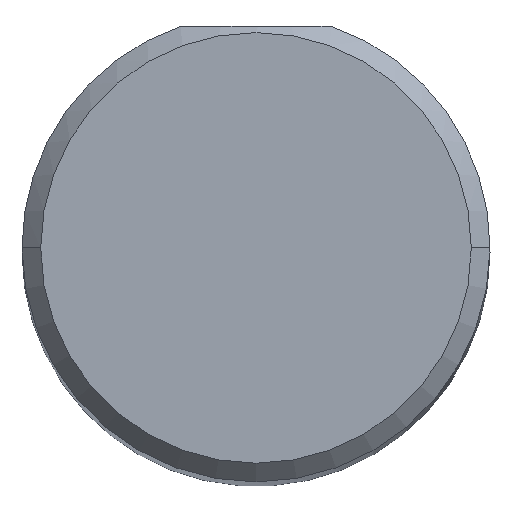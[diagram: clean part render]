
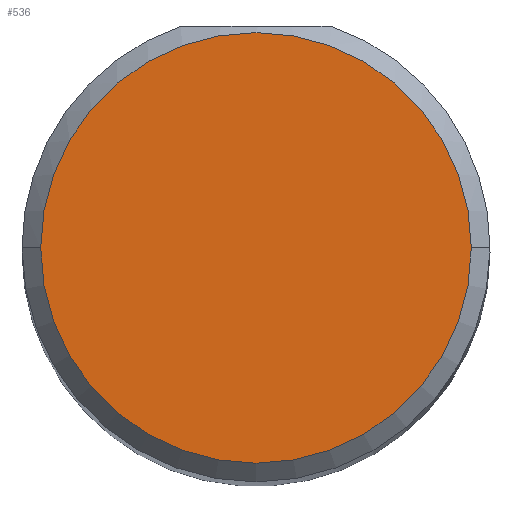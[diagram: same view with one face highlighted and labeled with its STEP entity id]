
A CAD part, top view. The second image highlights one B-rep face of the part: STEP entity #536.
In plain terms, the highlighted planar face has unit normal (0, 0, 1).
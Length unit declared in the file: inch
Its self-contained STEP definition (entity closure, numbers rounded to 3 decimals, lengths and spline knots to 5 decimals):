
#20 = PLANE ( 'NONE',  #156 ) ;
#55 = CARTESIAN_POINT ( 'NONE',  ( -0.1725, 0., 2.5 ) ) ;
#107 = DIRECTION ( 'NONE',  ( 0., 0., 1. ) ) ;
#140 = CARTESIAN_POINT ( 'NONE',  ( 0., 0., 2.5 ) ) ;
#149 = CARTESIAN_POINT ( 'NONE',  ( 0., 0., 2.5 ) ) ;
#156 = AXIS2_PLACEMENT_3D ( 'NONE', #149, #325, #196 ) ;
#162 = DIRECTION ( 'NONE',  ( 1., 0., 0. ) ) ;
#186 = DIRECTION ( 'NONE',  ( 0., 0., 1. ) ) ;
#187 = CIRCLE ( 'NONE', #297, 0.1725 ) ;
#196 = DIRECTION ( 'NONE',  ( 1., 0., 0. ) ) ;
#211 = EDGE_LOOP ( 'NONE', ( #526, #458 ) ) ;
#234 = FACE_OUTER_BOUND ( 'NONE', #211, .T. ) ;
#297 = AXIS2_PLACEMENT_3D ( 'NONE', #513, #107, #162 ) ;
#299 = AXIS2_PLACEMENT_3D ( 'NONE', #140, #186, #534 ) ;
#306 = VERTEX_POINT ( 'NONE', #55 ) ;
#325 = DIRECTION ( 'NONE',  ( 0., 0., 1. ) ) ;
#384 = EDGE_CURVE ( 'NONE', #306, #473, #533, .T. ) ;
#451 = EDGE_CURVE ( 'NONE', #473, #306, #187, .T. ) ;
#458 = ORIENTED_EDGE ( 'NONE', *, *, #451, .T. ) ;
#473 = VERTEX_POINT ( 'NONE', #506 ) ;
#506 = CARTESIAN_POINT ( 'NONE',  ( 0.1725, 0., 2.5 ) ) ;
#513 = CARTESIAN_POINT ( 'NONE',  ( 0., 0., 2.5 ) ) ;
#526 = ORIENTED_EDGE ( 'NONE', *, *, #384, .T. ) ;
#533 = CIRCLE ( 'NONE', #299, 0.1725 ) ;
#534 = DIRECTION ( 'NONE',  ( 1., 0., 0. ) ) ;
#536 = ADVANCED_FACE ( 'NONE', ( #234 ), #20, .T. ) ;
